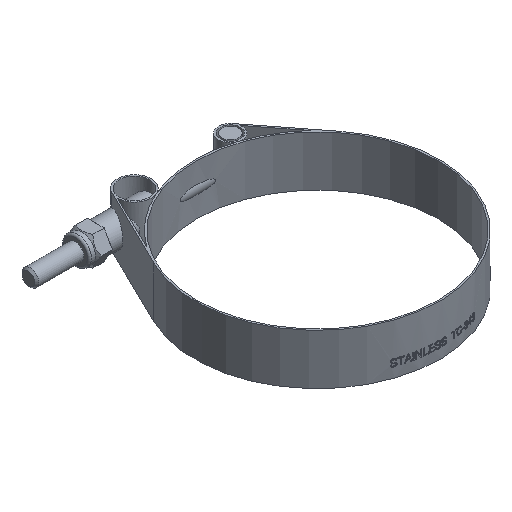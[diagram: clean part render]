
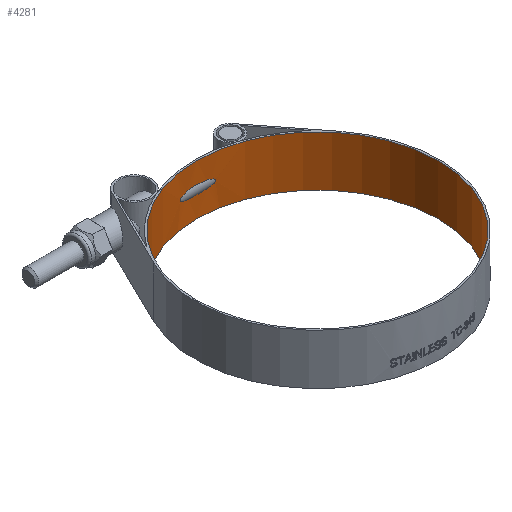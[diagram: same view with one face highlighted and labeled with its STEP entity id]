
A CAD part, isometric view. The second image highlights one B-rep face of the part: STEP entity #4281.
In plain terms, the highlighted cylindrical face has radius 45.593 mm (diameter 91.186 mm), a full revolution.
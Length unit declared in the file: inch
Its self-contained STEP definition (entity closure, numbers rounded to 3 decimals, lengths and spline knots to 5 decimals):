
#246=FACE_BOUND('',#840,.T.);
#338=CIRCLE('',#4533,1.795);
#339=CIRCLE('',#4534,1.795);
#578=FACE_OUTER_BOUND('',#839,.T.);
#839=EDGE_LOOP('',(#3977,#3978,#3979,#3980));
#840=EDGE_LOOP('',(#3981));
#1107=LINE('',#23138,#1366);
#1366=VECTOR('',#5257,1.795);
#1646=B_SPLINE_CURVE_WITH_KNOTS('',3,(#22871,#22872,#22873,#22874,#22875,
#22876,#22877,#22878,#22879,#22880,#22881,#22882,#22883,#22884,#22885,#22886,
#22887,#22888,#22889,#22890,#22891,#22892,#22893,#22894,#22895,#22896,#22897,
#22898,#22899,#22900,#22901,#22902,#22903,#22904,#22905,#22906,#22907,#22908,
#22909,#22910,#22911,#22912,#22913,#22914,#22915,#22916,#22917,#22918,#22919,
#22920,#22921,#22922,#22923,#22924,#22925,#22926,#22927,#22928),
 .UNSPECIFIED.,.T.,.F.,(4,2,2,2,2,2,2,2,2,2,2,2,2,2,2,2,2,2,2,2,2,2,2,2,
2,2,2,2,4),(0.,0.30865,0.46297,0.54014,0.6173,
0.65621,0.67566,0.69512,0.71457,
0.73403,0.77294,0.8501,0.92726,
1.08159,1.39024,1.69889,1.85321,1.93037,
2.00753,2.04644,2.0659,2.08535,2.10481,
2.12426,2.16317,2.24034,2.3175,2.47182,
2.78047),.UNSPECIFIED.);
#2058=VERTEX_POINT('',#22870);
#2078=VERTEX_POINT('',#23135);
#2079=VERTEX_POINT('',#23137);
#2681=EDGE_CURVE('',#2058,#2058,#1646,.T.);
#2721=EDGE_CURVE('',#2078,#2078,#338,.T.);
#2722=EDGE_CURVE('',#2078,#2079,#1107,.T.);
#2723=EDGE_CURVE('',#2079,#2079,#339,.T.);
#3977=ORIENTED_EDGE('',*,*,#2721,.F.);
#3978=ORIENTED_EDGE('',*,*,#2722,.T.);
#3979=ORIENTED_EDGE('',*,*,#2723,.F.);
#3980=ORIENTED_EDGE('',*,*,#2722,.F.);
#3981=ORIENTED_EDGE('',*,*,#2681,.T.);
#4048=CYLINDRICAL_SURFACE('',#4532,1.795);
#4281=ADVANCED_FACE('',(#578,#246),#4048,.F.);
#4532=AXIS2_PLACEMENT_3D('',#23134,#5253,#5254);
#4533=AXIS2_PLACEMENT_3D('',#23136,#5255,#5256);
#4534=AXIS2_PLACEMENT_3D('',#23139,#5258,#5259);
#5253=DIRECTION('center_axis',(0.,0.,1.));
#5254=DIRECTION('ref_axis',(-1.,0.,0.));
#5255=DIRECTION('center_axis',(0.,0.,1.));
#5256=DIRECTION('ref_axis',(-1.,0.,0.));
#5257=DIRECTION('',(0.,0.,1.));
#5258=DIRECTION('center_axis',(0.,0.,-1.));
#5259=DIRECTION('ref_axis',(-1.,0.,0.));
#22870=CARTESIAN_POINT('',(0.,1.795,0.06643));
#22871=CARTESIAN_POINT('Ctrl Pts',(0.,1.795,0.06643));
#22872=CARTESIAN_POINT('Ctrl Pts',(0.04051,1.795,0.06643));
#22873=CARTESIAN_POINT('Ctrl Pts',(0.08461,1.79351,0.06432));
#22874=CARTESIAN_POINT('Ctrl Pts',(0.1484,1.78898,0.0558));
#22875=CARTESIAN_POINT('Ctrl Pts',(0.16916,1.78712,0.0521));
#22876=CARTESIAN_POINT('Ctrl Pts',(0.19879,1.78399,0.04436));
#22877=CARTESIAN_POINT('Ctrl Pts',(0.2084,1.78289,0.04141));
#22878=CARTESIAN_POINT('Ctrl Pts',(0.22694,1.78062,0.03429));
#22879=CARTESIAN_POINT('Ctrl Pts',(0.23591,1.77945,0.0302));
#22880=CARTESIAN_POINT('Ctrl Pts',(0.24839,1.77774,0.02163));
#22881=CARTESIAN_POINT('Ctrl Pts',(0.25268,1.77713,0.01808));
#22882=CARTESIAN_POINT('Ctrl Pts',(0.25751,1.77643,0.01188));
#22883=CARTESIAN_POINT('Ctrl Pts',(0.25885,1.77624,0.00967));
#22884=CARTESIAN_POINT('Ctrl Pts',(0.26073,1.77596,0.00501));
#22885=CARTESIAN_POINT('Ctrl Pts',(0.26126,1.77588,0.00255));
#22886=CARTESIAN_POINT('Ctrl Pts',(0.26126,1.77588,-0.00255));
#22887=CARTESIAN_POINT('Ctrl Pts',(0.26073,1.77596,-0.00501));
#22888=CARTESIAN_POINT('Ctrl Pts',(0.25885,1.77624,-0.00967));
#22889=CARTESIAN_POINT('Ctrl Pts',(0.25751,1.77643,-0.01188));
#22890=CARTESIAN_POINT('Ctrl Pts',(0.25268,1.77713,-0.01808));
#22891=CARTESIAN_POINT('Ctrl Pts',(0.24839,1.77774,-0.02163));
#22892=CARTESIAN_POINT('Ctrl Pts',(0.23591,1.77945,-0.0302));
#22893=CARTESIAN_POINT('Ctrl Pts',(0.22694,1.78062,-0.03429));
#22894=CARTESIAN_POINT('Ctrl Pts',(0.2084,1.78289,-0.04141));
#22895=CARTESIAN_POINT('Ctrl Pts',(0.19879,1.78399,-0.04436));
#22896=CARTESIAN_POINT('Ctrl Pts',(0.16916,1.78712,-0.0521));
#22897=CARTESIAN_POINT('Ctrl Pts',(0.1484,1.78898,-0.0558));
#22898=CARTESIAN_POINT('Ctrl Pts',(0.08461,1.79351,-0.06432));
#22899=CARTESIAN_POINT('Ctrl Pts',(0.04051,1.795,-0.06643));
#22900=CARTESIAN_POINT('Ctrl Pts',(-0.04051,1.795,-0.06643));
#22901=CARTESIAN_POINT('Ctrl Pts',(-0.08461,1.79351,-0.06432));
#22902=CARTESIAN_POINT('Ctrl Pts',(-0.1484,1.78898,-0.0558));
#22903=CARTESIAN_POINT('Ctrl Pts',(-0.16916,1.78712,
-0.0521));
#22904=CARTESIAN_POINT('Ctrl Pts',(-0.19879,1.78399,
-0.04436));
#22905=CARTESIAN_POINT('Ctrl Pts',(-0.2084,1.78289,-0.04141));
#22906=CARTESIAN_POINT('Ctrl Pts',(-0.22694,1.78062,-0.03429));
#22907=CARTESIAN_POINT('Ctrl Pts',(-0.23591,1.77945,-0.0302));
#22908=CARTESIAN_POINT('Ctrl Pts',(-0.24839,1.77774,-0.02163));
#22909=CARTESIAN_POINT('Ctrl Pts',(-0.25268,1.77713,
-0.01808));
#22910=CARTESIAN_POINT('Ctrl Pts',(-0.25751,1.77643,
-0.01188));
#22911=CARTESIAN_POINT('Ctrl Pts',(-0.25885,1.77624,-0.00967));
#22912=CARTESIAN_POINT('Ctrl Pts',(-0.26073,1.77596,
-0.00501));
#22913=CARTESIAN_POINT('Ctrl Pts',(-0.26126,1.77588,-0.00255));
#22914=CARTESIAN_POINT('Ctrl Pts',(-0.26126,1.77588,0.00255));
#22915=CARTESIAN_POINT('Ctrl Pts',(-0.26073,1.77596,
0.00501));
#22916=CARTESIAN_POINT('Ctrl Pts',(-0.25885,1.77624,0.00967));
#22917=CARTESIAN_POINT('Ctrl Pts',(-0.25751,1.77643,
0.01188));
#22918=CARTESIAN_POINT('Ctrl Pts',(-0.25268,1.77713,
0.01808));
#22919=CARTESIAN_POINT('Ctrl Pts',(-0.24839,1.77774,0.02163));
#22920=CARTESIAN_POINT('Ctrl Pts',(-0.23591,1.77945,0.0302));
#22921=CARTESIAN_POINT('Ctrl Pts',(-0.22694,1.78062,0.03429));
#22922=CARTESIAN_POINT('Ctrl Pts',(-0.2084,1.78289,0.04141));
#22923=CARTESIAN_POINT('Ctrl Pts',(-0.19879,1.78399,
0.04436));
#22924=CARTESIAN_POINT('Ctrl Pts',(-0.16916,1.78712,
0.0521));
#22925=CARTESIAN_POINT('Ctrl Pts',(-0.1484,1.78898,0.0558));
#22926=CARTESIAN_POINT('Ctrl Pts',(-0.08461,1.79351,
0.06432));
#22927=CARTESIAN_POINT('Ctrl Pts',(-0.04051,1.795,0.06643));
#22928=CARTESIAN_POINT('Ctrl Pts',(0.,1.795,0.06643));
#23134=CARTESIAN_POINT('Origin',(0.,0.,0.));
#23135=CARTESIAN_POINT('',(1.795,0.,-0.375));
#23136=CARTESIAN_POINT('Origin',(0.,0.,-0.375));
#23137=CARTESIAN_POINT('',(1.795,0.,0.375));
#23138=CARTESIAN_POINT('',(1.795,0.,0.));
#23139=CARTESIAN_POINT('Origin',(0.,0.,0.375));
